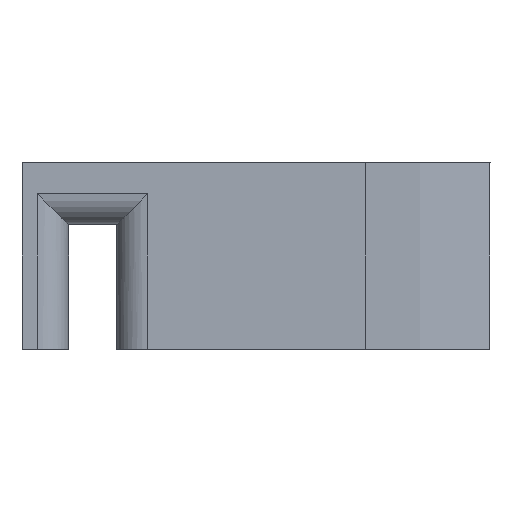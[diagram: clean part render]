
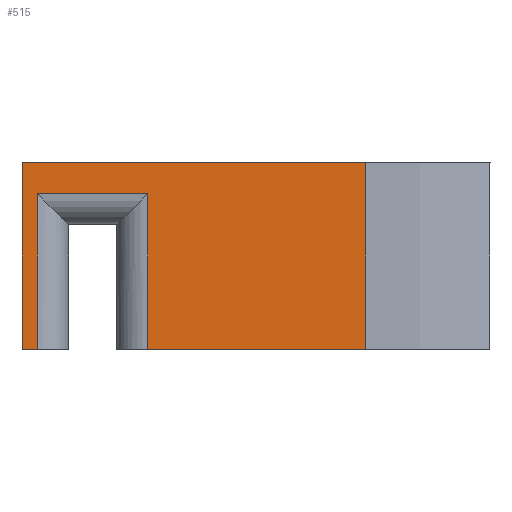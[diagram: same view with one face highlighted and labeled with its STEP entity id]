
A CAD part, left-side view. The second image highlights one B-rep face of the part: STEP entity #515.
In plain terms, the highlighted planar face has unit normal (-1, 0, 0).
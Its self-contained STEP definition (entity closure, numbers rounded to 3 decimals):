
#54=FACE_OUTER_BOUND('',#85,.T.);
#85=EDGE_LOOP('',(#465,#466,#467,#468,#469,#470,#471,#472));
#102=LINE('',#718,#159);
#128=LINE('',#779,#185);
#134=LINE('',#793,#191);
#141=LINE('',#810,#198);
#142=LINE('',#814,#199);
#143=LINE('',#817,#200);
#147=LINE('',#827,#204);
#149=LINE('',#839,#206);
#159=VECTOR('',#577,10.);
#185=VECTOR('',#625,10.);
#191=VECTOR('',#641,10.);
#198=VECTOR('',#656,10.);
#199=VECTOR('',#661,10.);
#200=VECTOR('',#666,10.);
#204=VECTOR('',#674,10.);
#206=VECTOR('',#688,10.);
#216=VERTEX_POINT('',#715);
#217=VERTEX_POINT('',#717);
#241=VERTEX_POINT('',#777);
#244=VERTEX_POINT('',#791);
#249=VERTEX_POINT('',#807);
#250=VERTEX_POINT('',#809);
#251=VERTEX_POINT('',#813);
#255=VERTEX_POINT('',#825);
#264=EDGE_CURVE('',#216,#217,#102,.T.);
#295=EDGE_CURVE('',#216,#241,#128,.T.);
#302=EDGE_CURVE('',#241,#244,#134,.T.);
#310=EDGE_CURVE('',#249,#250,#141,.T.);
#312=EDGE_CURVE('',#250,#251,#142,.T.);
#314=EDGE_CURVE('',#251,#244,#143,.T.);
#319=EDGE_CURVE('',#249,#255,#147,.T.);
#325=EDGE_CURVE('',#255,#217,#149,.T.);
#465=ORIENTED_EDGE('',*,*,#310,.F.);
#466=ORIENTED_EDGE('',*,*,#319,.T.);
#467=ORIENTED_EDGE('',*,*,#325,.T.);
#468=ORIENTED_EDGE('',*,*,#264,.F.);
#469=ORIENTED_EDGE('',*,*,#295,.T.);
#470=ORIENTED_EDGE('',*,*,#302,.T.);
#471=ORIENTED_EDGE('',*,*,#314,.F.);
#472=ORIENTED_EDGE('',*,*,#312,.F.);
#490=PLANE('',#568);
#515=ADVANCED_FACE('',(#54),#490,.T.);
#568=AXIS2_PLACEMENT_3D('',#850,#704,#705);
#577=DIRECTION('',(0.,-1.,0.));
#625=DIRECTION('',(0.,0.,-1.));
#641=DIRECTION('',(0.,-1.,0.));
#656=DIRECTION('',(0.,0.,1.));
#661=DIRECTION('',(0.,1.,0.));
#666=DIRECTION('',(0.,0.,-1.));
#674=DIRECTION('',(0.,-1.,0.));
#688=DIRECTION('',(0.,0.,1.));
#704=DIRECTION('center_axis',(-1.,0.,0.));
#705=DIRECTION('ref_axis',(0.,0.,-1.));
#715=CARTESIAN_POINT('',(165.004,28.5,52.472));
#717=CARTESIAN_POINT('',(165.004,17.453,52.472));
#718=CARTESIAN_POINT('',(165.004,23.453,52.472));
#777=CARTESIAN_POINT('',(165.004,28.5,46.472));
#779=CARTESIAN_POINT('',(165.004,28.5,52.472));
#791=CARTESIAN_POINT('',(165.004,28.,46.472));
#793=CARTESIAN_POINT('',(165.004,20.25,46.472));
#807=CARTESIAN_POINT('',(165.004,24.453,46.472));
#809=CARTESIAN_POINT('',(165.004,24.453,51.472));
#810=CARTESIAN_POINT('',(165.004,24.453,52.472));
#813=CARTESIAN_POINT('',(165.004,28.,51.472));
#814=CARTESIAN_POINT('',(165.004,31.84,51.472));
#817=CARTESIAN_POINT('',(165.004,28.,48.472));
#825=CARTESIAN_POINT('',(165.004,17.453,46.472));
#827=CARTESIAN_POINT('',(165.004,23.453,46.472));
#839=CARTESIAN_POINT('',(165.004,17.453,52.472));
#850=CARTESIAN_POINT('Origin',(165.004,23.453,50.472));
